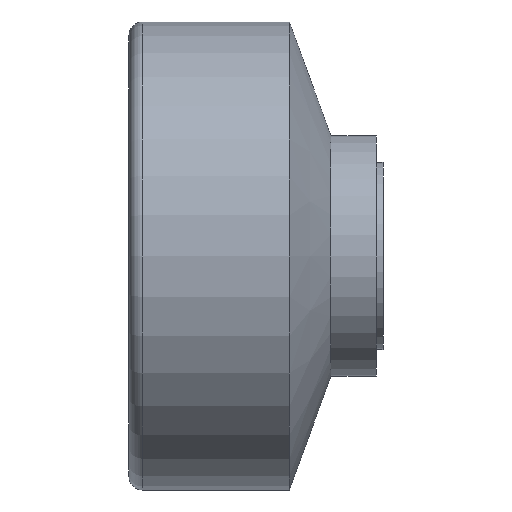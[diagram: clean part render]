
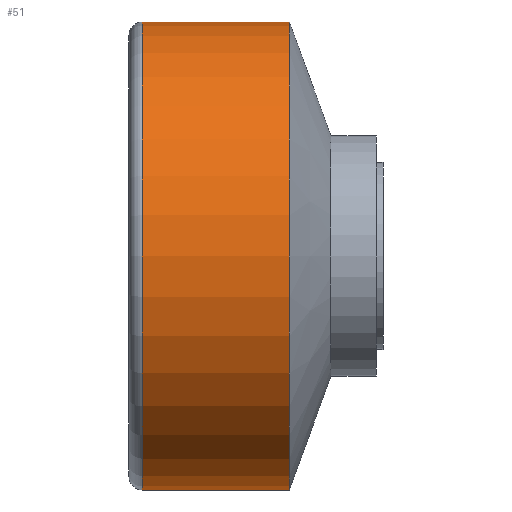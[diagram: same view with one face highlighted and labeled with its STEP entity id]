
A CAD part, front view. The second image highlights one B-rep face of the part: STEP entity #51.
In plain terms, the highlighted cylindrical face has radius 17.5 mm (diameter 35 mm), a full revolution.
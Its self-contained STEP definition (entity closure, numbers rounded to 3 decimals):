
#51 = ADVANCED_FACE( '', ( #108, #109 ), #110, .T. );
#108 = FACE_OUTER_BOUND( '', #167, .T. );
#109 = FACE_OUTER_BOUND( '', #168, .T. );
#110 = CYLINDRICAL_SURFACE( '', #169, 17.5 );
#167 = EDGE_LOOP( '', ( #234 ) );
#168 = EDGE_LOOP( '', ( #235 ) );
#169 = AXIS2_PLACEMENT_3D( '', #236, #237, #238 );
#234 = ORIENTED_EDGE( '', *, *, #283, .F. );
#235 = ORIENTED_EDGE( '', *, *, #276, .T. );
#236 = CARTESIAN_POINT( '', ( 19., 0., 0. ) );
#237 = DIRECTION( '', ( -1., 0., 0. ) );
#238 = DIRECTION( '', ( 0., 0., -1. ) );
#276 = EDGE_CURVE( '', #306, #306, #307, .T. );
#283 = EDGE_CURVE( '', #317, #317, #318, .T. );
#306 = VERTEX_POINT( '', #345 );
#307 = CIRCLE( '', #346, 17.5 );
#317 = VERTEX_POINT( '', #356 );
#318 = CIRCLE( '', #357, 17.5 );
#345 = CARTESIAN_POINT( '', ( 1., 0., -17.5 ) );
#346 = AXIS2_PLACEMENT_3D( '', #385, #386, #387 );
#356 = CARTESIAN_POINT( '', ( 12., 0., -17.5 ) );
#357 = AXIS2_PLACEMENT_3D( '', #397, #398, #399 );
#385 = CARTESIAN_POINT( '', ( 1., 0., 0. ) );
#386 = DIRECTION( '', ( 1., 0., 0. ) );
#387 = DIRECTION( '', ( 0., 0., -1. ) );
#397 = CARTESIAN_POINT( '', ( 12., 0., 0. ) );
#398 = DIRECTION( '', ( 1., 0., 0. ) );
#399 = DIRECTION( '', ( 0., 0., -1. ) );
